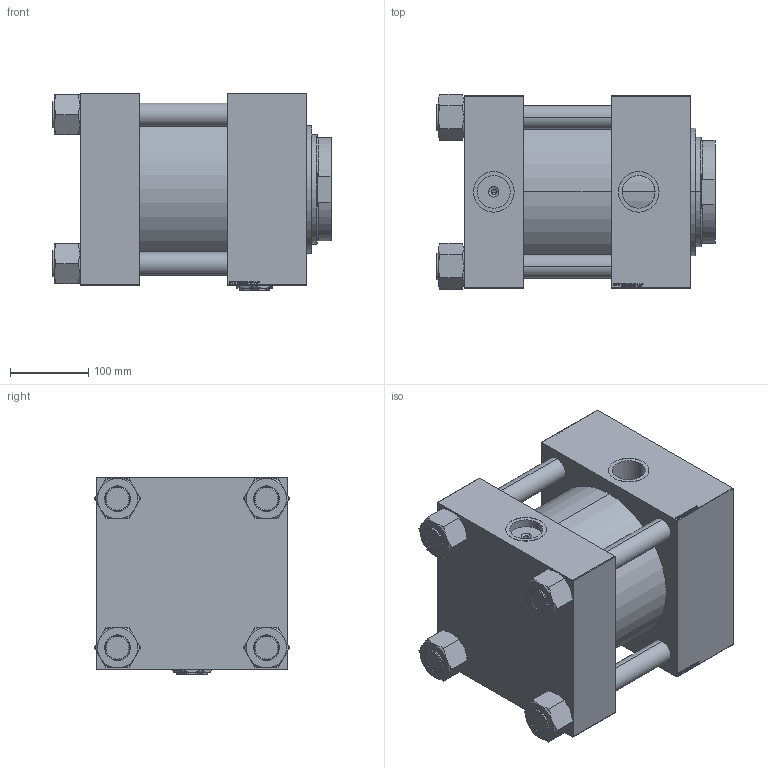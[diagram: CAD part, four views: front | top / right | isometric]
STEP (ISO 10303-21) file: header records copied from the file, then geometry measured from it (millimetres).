
FILE_DESCRIPTION (( 'STEP AP203' ), '1' );
FILE_NAME ('451c.STEP', '2023-03-12T15:00:38', ( '' ), ( '' ), 'SwSTEP 2.0', 'SolidWorks 2019', '' );
FILE_SCHEMA (( 'CONFIG_CONTROL_DESIGN' ));
Length unit declared in the file: millimetre
Products named in the file (7): V215CD_C_TYCINKA 2dd0a2e5ced6cf8f4ba51c66d4e3bd2d; V215CD_VCP_C 2dd0a2e5ced6cf8f4ba51c66d4e3bd2d; V215CD_VC_C 2dd0a2e5ced6cf8f4ba51c66d4e3bd2d; V215CD_Body_C 2dd0a2e5ced6cf8f4ba51c66d4e3bd2d; Zatka_pro_OIL_PORT 2dd0a2e5ced6cf8f4ba51c66d4e3bd2d; 451c; NUT_M5_V215CD_C 2dd0a2e5ced6cf8f4ba51c66d4e3bd2d
Assembly tree (12 placements, depth 2):
  451c
    V215CD_Body_C 2dd0a2e5ced6cf8f4ba51c66d4e3bd2d
    V215CD_VC_C 2dd0a2e5ced6cf8f4ba51c66d4e3bd2d
    V215CD_VCP_C 2dd0a2e5ced6cf8f4ba51c66d4e3bd2d
    V215CD_C_TYCINKA 2dd0a2e5ced6cf8f4ba51c66d4e3bd2d  x4
    NUT_M5_V215CD_C 2dd0a2e5ced6cf8f4ba51c66d4e3bd2d  x4
    Zatka_pro_OIL_PORT 2dd0a2e5ced6cf8f4ba51c66d4e3bd2d
Bounding box: 356 x 249.44 x 252 mm (x, y, z)
Volume: 13842572.3 mm3; surface area: 1079376 mm2
Topology: 12 solids, 12 shells, 1243 faces, 3143 edges, 2043 vertices
Faces by surface type: plane 597, bspline 392, cone 156, cylinder 90, torus 8
Entity records: 52498 total; most frequent: CARTESIAN_POINT 27883, ORIENTED_EDGE 5550, DIRECTION 3579, EDGE_CURVE 2775, VERTEX_POINT 1821, LINE 1641, VECTOR 1641, EDGE_LOOP 1220
